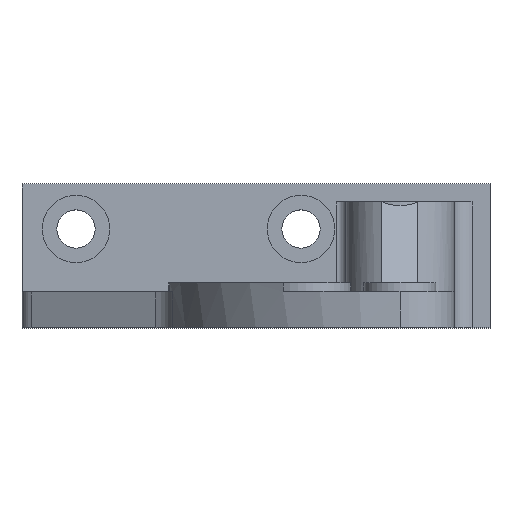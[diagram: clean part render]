
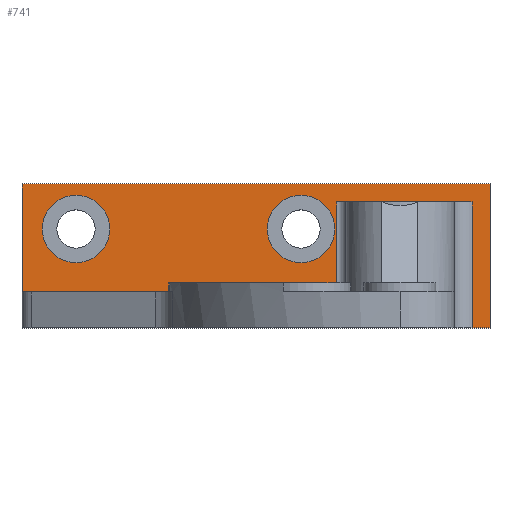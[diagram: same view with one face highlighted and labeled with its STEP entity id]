
A CAD part, top view. The second image highlights one B-rep face of the part: STEP entity #741.
In plain terms, the highlighted planar face has unit normal (0, 0, 1).
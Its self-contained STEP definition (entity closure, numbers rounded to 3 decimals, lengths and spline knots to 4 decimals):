
#23=PLANE('',#26);
#24=CARTESIAN_POINT('',(-1.0299,-0.6546,1.8155));
#25=DIRECTION('',(0.,-1.,0.));
#26=AXIS2_PLACEMENT_3D('',#24,#25,$);
#77=PLANE('',#80);
#78=CARTESIAN_POINT('',(2.9181,0.5954,1.2365));
#79=DIRECTION('',(0.,1.,0.));
#80=AXIS2_PLACEMENT_3D('',#78,#79,$);
#112=PLANE('',#115);
#113=CARTESIAN_POINT('',(3.4181,-1.1546,-0.0135));
#114=DIRECTION('',(0.,-1.,0.));
#115=AXIS2_PLACEMENT_3D('',#113,#114,$);
#147=CYLINDRICAL_SURFACE('',#151,0.125);
#148=CARTESIAN_POINT('',(1.2931,-0.9046,0.6115));
#149=DIRECTION('',(0.,1.,0.));
#150=DIRECTION('',(0.088,0.,-0.088));
#151=AXIS2_PLACEMENT_3D('',#148,#149,#150);
#166=PLANE('',#169);
#167=CARTESIAN_POINT('',(-3.0819,-1.1546,0.4865));
#168=DIRECTION('',(0.,0.,-1.));
#169=AXIS2_PLACEMENT_3D('',#167,#168,$);
#170=LINE('',#172,#173);
#171=DIRECTION('',(0.,-1.,0.));
#172=CARTESIAN_POINT('',(1.2931,-0.9046,0.4865));
#173=VECTOR('',#171,1.);
#174=CYLINDRICAL_SURFACE('',#178,0.4688);
#175=CARTESIAN_POINT('',(0.7931,0.2204,0.4865));
#176=DIRECTION('',(0.,0.,-1.));
#177=DIRECTION('',(0.469,0.,0.));
#178=AXIS2_PLACEMENT_3D('',#175,#176,#177);
#179=CIRCLE('',#180,0.4688);
#180=AXIS2_PLACEMENT_3D('',#181,#182,#183);
#181=CARTESIAN_POINT('',(0.7931,0.2204,0.4865));
#182=DIRECTION('',(0.,0.,-1.));
#183=DIRECTION('',(0.469,0.,0.));
#184=CYLINDRICAL_SURFACE('',#188,0.4688);
#185=CARTESIAN_POINT('',(-2.3319,0.2204,0.4865));
#186=DIRECTION('',(0.,0.,-1.));
#187=DIRECTION('',(0.469,0.,0.));
#188=AXIS2_PLACEMENT_3D('',#185,#186,#187);
#189=CIRCLE('',#190,0.4688);
#190=AXIS2_PLACEMENT_3D('',#191,#192,#193);
#191=CARTESIAN_POINT('',(-2.3319,0.2204,0.4865));
#192=DIRECTION('',(0.,0.,-1.));
#193=DIRECTION('',(0.469,0.,0.));
#194=LINE('',#196,#197);
#195=DIRECTION('',(1.,0.,0.));
#196=CARTESIAN_POINT('',(-0.0819,0.5954,0.4865));
#197=VECTOR('',#195,1.);
#198=CYLINDRICAL_SURFACE('',#202,0.25);
#199=CARTESIAN_POINT('',(3.1681,-1.1546,0.7365));
#200=DIRECTION('',(0.,-1.,0.));
#201=DIRECTION('',(-0.177,0.,-0.177));
#202=AXIS2_PLACEMENT_3D('',#199,#200,#201);
#203=LINE('',#205,#206);
#204=DIRECTION('',(0.,1.,0.));
#205=CARTESIAN_POINT('',(3.1681,-1.1546,0.4865));
#206=VECTOR('',#204,1.);
#207=LINE('',#209,#210);
#208=DIRECTION('',(-1.,0.,0.));
#209=CARTESIAN_POINT('',(-3.0819,-1.1546,0.4865));
#210=VECTOR('',#208,1.);
#211=PLANE('',#214);
#212=CARTESIAN_POINT('',(3.4181,0.8454,-0.0135));
#213=DIRECTION('',(1.,0.,0.));
#214=AXIS2_PLACEMENT_3D('',#212,#213,$);
#215=LINE('',#217,#218);
#216=DIRECTION('',(0.,-1.,0.));
#217=CARTESIAN_POINT('',(3.4181,-1.1546,0.4865));
#218=VECTOR('',#216,1.);
#219=PLANE('',#222);
#220=CARTESIAN_POINT('',(-3.0819,0.8454,-0.0135));
#221=DIRECTION('',(0.,1.,0.));
#222=AXIS2_PLACEMENT_3D('',#220,#221,$);
#223=LINE('',#225,#226);
#224=DIRECTION('',(1.,0.,0.));
#225=CARTESIAN_POINT('',(3.4181,0.8454,0.4865));
#226=VECTOR('',#224,1.);
#227=PLANE('',#230);
#228=CARTESIAN_POINT('',(-3.0819,-1.1546,-0.0135));
#229=DIRECTION('',(-1.,0.,0.));
#230=AXIS2_PLACEMENT_3D('',#228,#229,$);
#231=LINE('',#233,#234);
#232=DIRECTION('',(0.,1.,0.));
#233=CARTESIAN_POINT('',(-3.0819,0.8454,0.4865));
#234=VECTOR('',#232,1.);
#235=LINE('',#237,#238);
#236=DIRECTION('',(1.,0.,0.));
#237=CARTESIAN_POINT('',(-2.0559,-0.6546,0.4865));
#238=VECTOR('',#236,1.);
#726=VERTEX_POINT('',#727);
#727=CARTESIAN_POINT('',(1.2931,-0.6546,0.4865));
#736=VERTEX_POINT('',#737);
#737=CARTESIAN_POINT('',(1.2931,0.5954,0.4865));
#739=EDGE_CURVE('',#736,#726,#740,.T.);
#740=INTERSECTION_CURVE('',#170,(#147,#166),.CURVE_3D.);
#741=ADVANCED_FACE('',(#742,#749,#756),#166,.F.);
#742=FACE_BOUND('',#743,.T.);
#743=EDGE_LOOP('',(#744));
#744=ORIENTED_EDGE('',*,*,#745,.T.);
#745=EDGE_CURVE('',#747,#747,#746,.T.);
#746=INTERSECTION_CURVE('',#179,(#166,#174),.CURVE_3D.);
#747=VERTEX_POINT('',#748);
#748=CARTESIAN_POINT('',(1.2619,0.2204,0.4865));
#749=FACE_BOUND('',#750,.T.);
#750=EDGE_LOOP('',(#751));
#751=ORIENTED_EDGE('',*,*,#752,.T.);
#752=EDGE_CURVE('',#754,#754,#753,.T.);
#753=INTERSECTION_CURVE('',#189,(#166,#184),.CURVE_3D.);
#754=VERTEX_POINT('',#755);
#755=CARTESIAN_POINT('',(-1.8631,0.2204,0.4865));
#756=FACE_BOUND('',#757,.T.);
#757=EDGE_LOOP('',(#758,#759,#764,#769,#774,#779,#784,#789));
#758=ORIENTED_EDGE('',*,*,#739,.F.);
#759=ORIENTED_EDGE('',*,*,#760,.T.);
#760=EDGE_CURVE('',#736,#762,#761,.T.);
#761=INTERSECTION_CURVE('',#194,(#166,#77),.CURVE_3D.);
#762=VERTEX_POINT('',#763);
#763=CARTESIAN_POINT('',(3.1681,0.5954,0.4865));
#764=ORIENTED_EDGE('',*,*,#765,.F.);
#765=EDGE_CURVE('',#767,#762,#766,.T.);
#766=INTERSECTION_CURVE('',#203,(#166,#198),.CURVE_3D.);
#767=VERTEX_POINT('',#768);
#768=CARTESIAN_POINT('',(3.1681,-1.1546,0.4865));
#769=ORIENTED_EDGE('',*,*,#770,.F.);
#770=EDGE_CURVE('',#772,#767,#771,.T.);
#771=INTERSECTION_CURVE('',#207,(#166,#112),.CURVE_3D.);
#772=VERTEX_POINT('',#773);
#773=CARTESIAN_POINT('',(3.4181,-1.1546,0.4865));
#774=ORIENTED_EDGE('',*,*,#775,.F.);
#775=EDGE_CURVE('',#777,#772,#776,.T.);
#776=INTERSECTION_CURVE('',#215,(#166,#211),.CURVE_3D.);
#777=VERTEX_POINT('',#778);
#778=CARTESIAN_POINT('',(3.4181,0.8454,0.4865));
#779=ORIENTED_EDGE('',*,*,#780,.F.);
#780=EDGE_CURVE('',#782,#777,#781,.T.);
#781=INTERSECTION_CURVE('',#223,(#166,#219),.CURVE_3D.);
#782=VERTEX_POINT('',#783);
#783=CARTESIAN_POINT('',(-3.0819,0.8454,0.4865));
#784=ORIENTED_EDGE('',*,*,#785,.F.);
#785=EDGE_CURVE('',#787,#782,#786,.T.);
#786=INTERSECTION_CURVE('',#231,(#166,#227),.CURVE_3D.);
#787=VERTEX_POINT('',#788);
#788=CARTESIAN_POINT('',(-3.0819,-0.6546,0.4865));
#789=ORIENTED_EDGE('',*,*,#790,.T.);
#790=EDGE_CURVE('',#787,#726,#791,.T.);
#791=INTERSECTION_CURVE('',#235,(#166,#23),.CURVE_3D.);
